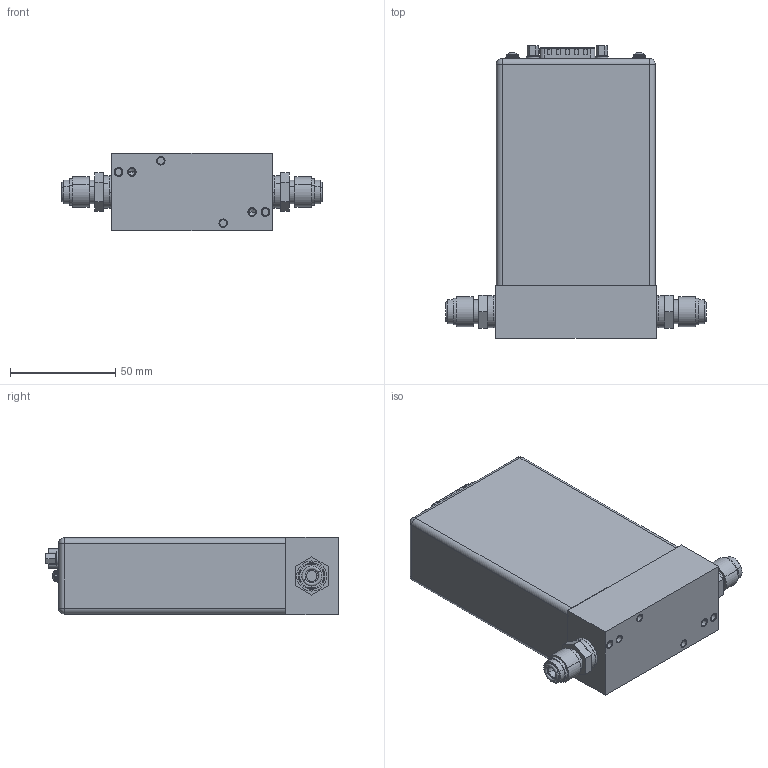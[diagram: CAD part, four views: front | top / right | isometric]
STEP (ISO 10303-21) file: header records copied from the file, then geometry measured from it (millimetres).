
FILE_DESCRIPTION((''),'2;1');
FILE_NAME('GM50A_4-20_8VCR_ASM','2014-09-25T',('cockrofm'),(''),'PRO/ENGINEER BY PARAMETRIC TECHNOLOGY CORPORATION, 2011490','PRO/ENGINEER BY PARAMETRIC TECHNOLOGY CORPORATION, 2011490','');
FILE_SCHEMA(('CONFIG_CONTROL_DESIGN'));
Length unit declared in the file: inch
Products named in the file (12): 8VCR_ASM_1_ASM_ASM; PRT0006; PRT0007; PRT0008; PRT0009; PRT0010; PRT0011; 4-20_8VCR_ASM_3_ASM_ASM; GE50A_4-20_8VCR_ASM_ASM; 119085-P1_DUMMY_BLANK; 119456-SPEC-CTRL-FITTING-4-VCR; GM50A_4-20_8VCR_ASM
Assembly tree (15 placements, depth 4):
  GM50A_4-20_8VCR_ASM
    GE50A_4-20_8VCR_ASM_ASM
      4-20_8VCR_ASM_3_ASM_ASM
        8VCR_ASM_1_ASM_ASM
        PRT0006
        PRT0007
        PRT0008  x2
        PRT0009  x2
        PRT0010  x2
        PRT0011
    119085-P1_DUMMY_BLANK
    119456-SPEC-CTRL-FITTING-4-VCR  x2
Bounding box: 123.95 x 139.17 x 36.83 mm (x, y, z)
Volume: 100354.9 mm3; surface area: 74359 mm2
Topology: 12 solids, 20 shells, 795 faces, 1830 edges, 1161 vertices
Faces by surface type: plane 354, cylinder 293, extrusion 72, torus 39, cone 20, sphere 12, bspline 5
Entity records: 20437 total; most frequent: CARTESIAN_POINT 5007, DIRECTION 3301, ORIENTED_EDGE 2952, EDGE_CURVE 1488, AXIS2_PLACEMENT_3D 1232, VERTEX_POINT 962, VECTOR 837, LINE 785
